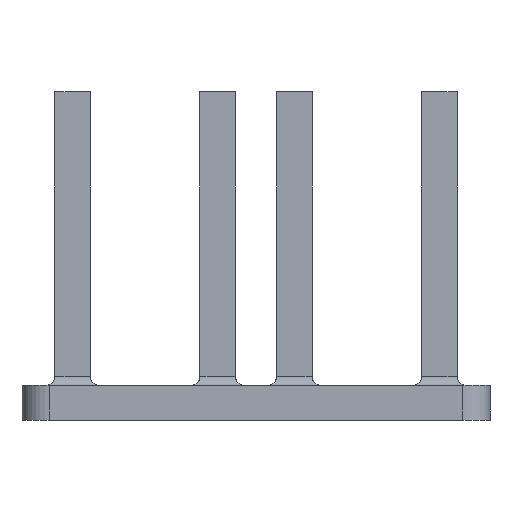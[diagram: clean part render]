
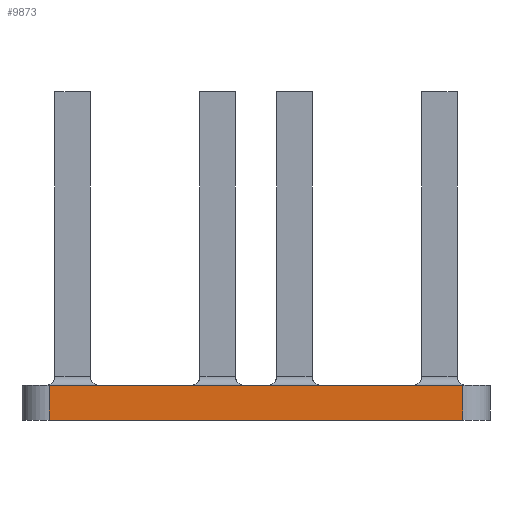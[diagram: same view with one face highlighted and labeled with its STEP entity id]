
A CAD part, front view. The second image highlights one B-rep face of the part: STEP entity #9873.
In plain terms, the highlighted planar face has unit normal (0, -1, 0).
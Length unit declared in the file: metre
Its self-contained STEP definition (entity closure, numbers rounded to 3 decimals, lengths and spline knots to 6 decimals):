
#115=PLANE('',#10696);
#1240=LINE('',#15800,#2416);
#1241=LINE('',#15803,#2417);
#1242=LINE('',#15805,#2418);
#1243=LINE('',#15807,#2419);
#2416=VECTOR('',#12835,1.);
#2417=VECTOR('',#12836,1.);
#2418=VECTOR('',#12837,1.);
#2419=VECTOR('',#12838,1.);
#4150=ORIENTED_EDGE('',*,*,#6680,.T.);
#4151=ORIENTED_EDGE('',*,*,#6681,.T.);
#4152=ORIENTED_EDGE('',*,*,#6682,.F.);
#4153=ORIENTED_EDGE('',*,*,#6683,.T.);
#6680=EDGE_CURVE('',#7786,#7787,#1240,.T.);
#6681=EDGE_CURVE('',#7787,#7788,#1241,.T.);
#6682=EDGE_CURVE('',#7789,#7788,#1242,.T.);
#6683=EDGE_CURVE('',#7789,#7786,#1243,.F.);
#7786=VERTEX_POINT('',#15801);
#7787=VERTEX_POINT('',#15802);
#7788=VERTEX_POINT('',#15804);
#7789=VERTEX_POINT('',#15806);
#8449=EDGE_LOOP('',(#4150,#4151,#4152,#4153));
#9059=FACE_BOUND('',#8449,.T.);
#9873=ADVANCED_FACE('',(#9059),#115,.T.);
#10696=AXIS2_PLACEMENT_3D('',#15799,#12833,#12834);
#12833=DIRECTION('',(0.,-1.,0.));
#12834=DIRECTION('',(0.,0.,-1.));
#12835=DIRECTION('',(-1.,0.,0.));
#12836=DIRECTION('',(0.,0.,-1.));
#12837=DIRECTION('',(-1.,0.,0.));
#12838=DIRECTION('',(0.,0.,-1.));
#15799=CARTESIAN_POINT('',(0.,-0.063875,0.06));
#15800=CARTESIAN_POINT('',(0.,-0.063875,0.00635));
#15801=CARTESIAN_POINT('',(0.03775,-0.063875,0.00635));
#15802=CARTESIAN_POINT('',(-0.03775,-0.063875,0.00635));
#15803=CARTESIAN_POINT('',(-0.03775,-0.063875,0.));
#15804=CARTESIAN_POINT('',(-0.03775,-0.063875,0.));
#15805=CARTESIAN_POINT('',(0.,-0.063875,0.));
#15806=CARTESIAN_POINT('',(0.03775,-0.063875,0.));
#15807=CARTESIAN_POINT('',(0.03775,-0.063875,0.06));
